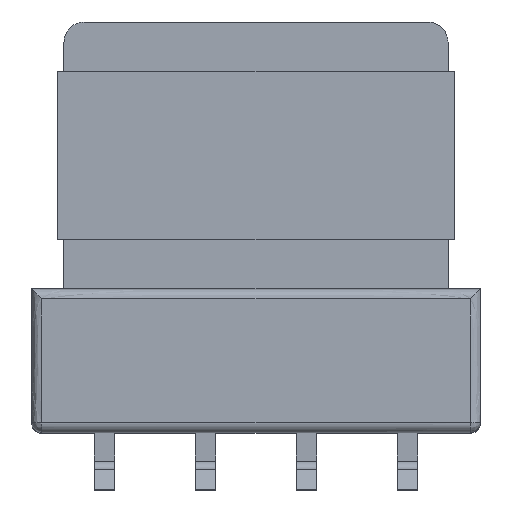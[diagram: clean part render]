
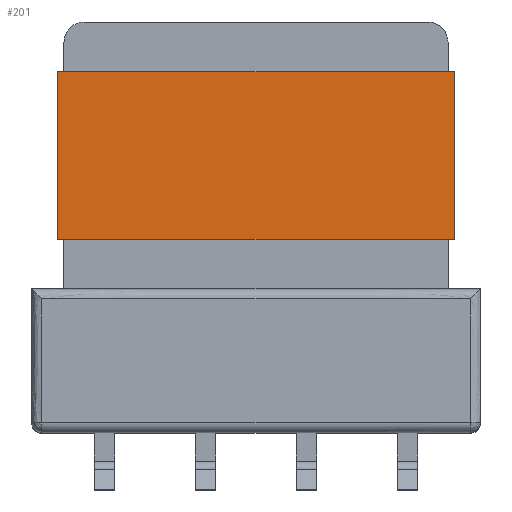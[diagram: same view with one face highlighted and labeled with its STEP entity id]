
A CAD part, top view. The second image highlights one B-rep face of the part: STEP entity #201.
In plain terms, the highlighted free-form (B-spline) face has degree [1, 1] with [2, 2] control points.
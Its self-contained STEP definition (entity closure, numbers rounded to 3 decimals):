
#58 = VERTEX_POINT('',#59);
#59 = CARTESIAN_POINT('',(-5.996,6.682,15.12)
  );
#66 = VERTEX_POINT('',#67);
#67 = CARTESIAN_POINT('',(3.055,6.682,15.12)
  );
#72 = EDGE_CURVE('',#58,#66,#73,.T.);
#73 = B_SPLINE_CURVE_WITH_KNOTS('',1,(#74,#75),.UNSPECIFIED.,.F.,.F.,(2,
    2),(-4.906,4.906),.PIECEWISE_BEZIER_KNOTS.);
#74 = CARTESIAN_POINT('',(-5.996,6.682,15.12)
  );
#75 = CARTESIAN_POINT('',(3.055,6.682,15.12)
  );
#115 = EDGE_CURVE('',#116,#58,#118,.T.);
#116 = VERTEX_POINT('',#117);
#117 = CARTESIAN_POINT('',(-5.996,10.5,15.12
    ));
#118 = B_SPLINE_CURVE_WITH_KNOTS('',1,(#119,#120),.UNSPECIFIED.,.F.,.F.,
  (2,2),(0.,4.14),.PIECEWISE_BEZIER_KNOTS.);
#119 = CARTESIAN_POINT('',(-5.996,10.5,15.12
    ));
#120 = CARTESIAN_POINT('',(-5.996,6.682,15.12
    ));
#139 = EDGE_CURVE('',#116,#140,#142,.T.);
#140 = VERTEX_POINT('',#141);
#141 = CARTESIAN_POINT('',(3.055,10.5,15.12
    ));
#142 = B_SPLINE_CURVE_WITH_KNOTS('',1,(#143,#144),.UNSPECIFIED.,.F.,.F.,
  (2,2),(-4.906,4.906),.PIECEWISE_BEZIER_KNOTS.);
#143 = CARTESIAN_POINT('',(-5.996,10.5,15.12
    ));
#144 = CARTESIAN_POINT('',(3.055,10.5,15.12
    ));
#191 = EDGE_CURVE('',#66,#140,#192,.T.);
#192 = B_SPLINE_CURVE_WITH_KNOTS('',1,(#193,#194),.UNSPECIFIED.,.F.,.F.,
  (2,2),(-4.14,0.),.PIECEWISE_BEZIER_KNOTS.);
#193 = CARTESIAN_POINT('',(3.055,6.682,15.12
    ));
#194 = CARTESIAN_POINT('',(3.055,10.5,15.12
    ));
#201 = ADVANCED_FACE('',(#202),#208,.F.);
#202 = FACE_BOUND('',#203,.T.);
#203 = EDGE_LOOP('',(#204,#205,#206,#207));
#204 = ORIENTED_EDGE('',*,*,#191,.T.);
#205 = ORIENTED_EDGE('',*,*,#139,.F.);
#206 = ORIENTED_EDGE('',*,*,#115,.T.);
#207 = ORIENTED_EDGE('',*,*,#72,.T.);
#208 = B_SPLINE_SURFACE_WITH_KNOTS('',1,1,(
    (#209,#210)
    ,(#211,#212
    )),.UNSPECIFIED.,.F.,.F.,.F.,(2,2),(2,2),(-9.812,0.),(-4.14,0.),
  .PIECEWISE_BEZIER_KNOTS.);
#209 = CARTESIAN_POINT('',(3.055,6.682,15.12
    ));
#210 = CARTESIAN_POINT('',(3.055,10.5,15.12
    ));
#211 = CARTESIAN_POINT('',(-5.996,6.682,15.12
    ));
#212 = CARTESIAN_POINT('',(-5.996,10.5,15.12
    ));
